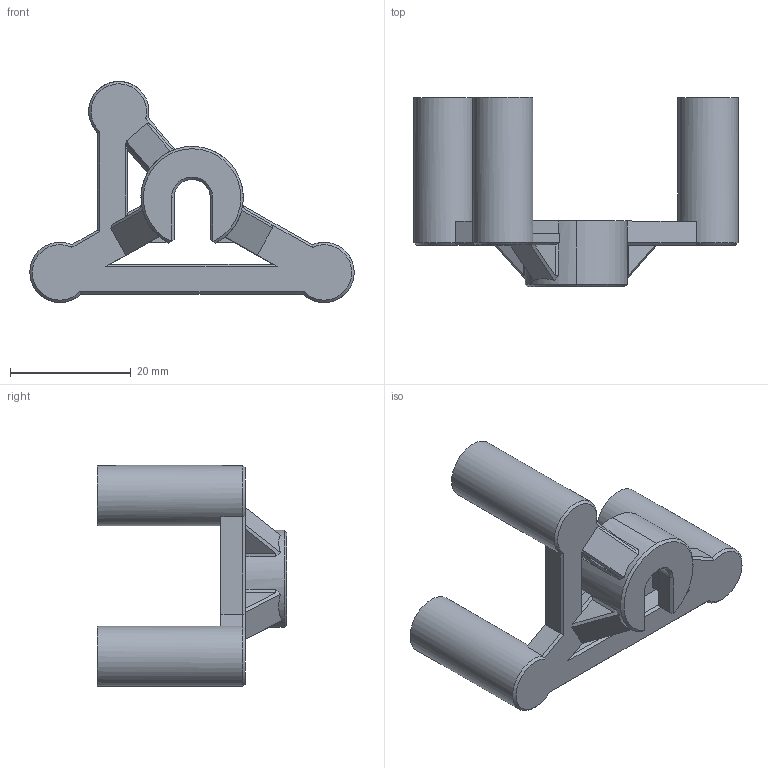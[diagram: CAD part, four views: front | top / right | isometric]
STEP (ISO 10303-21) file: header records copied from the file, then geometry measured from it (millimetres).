
FILE_DESCRIPTION(('HOOPS Exchange Step'),'2;1');
FILE_NAME('temp_export','2022-09-02T21:05:54+20:00',('mikearmstrong'),('Shapr3D Limited'),'HOOPS Exchange 2022.1','Shapr3D','Authorized');
FILE_SCHEMA( ('AP203_CONFIGURATION_CONTROLLED_3D_DESIGN_OF_MECHANICAL_PARTS_AND_ASSEMBLIES_MIM_LF') );
Length unit declared in the file: millimetre
Products named in the file (1): Rotator
Bounding box: 53.84 x 31.4 x 36.71 mm (x, y, z)
Volume: 8750.5 mm3; surface area: 5551.2 mm2
Topology: 1 solids, 4 shells, 100 faces, 268 edges, 176 vertices
Faces by surface type: plane 73, cylinder 16, cone 11
Full cylindrical faces by diameter (mm): 4.7 x3, 10 x3
Entity records: 3133 total; most frequent: CARTESIAN_POINT 602, ORIENTED_EDGE 534, DIRECTION 509, EDGE_CURVE 267, VECTOR 179, LINE 179, VERTEX_POINT 176, AXIS2_PLACEMENT_3D 165
